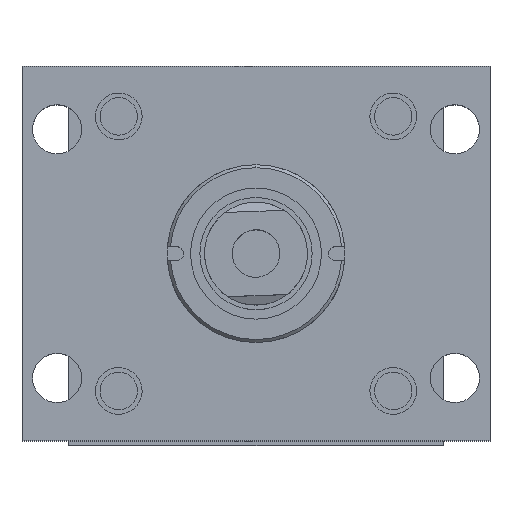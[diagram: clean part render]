
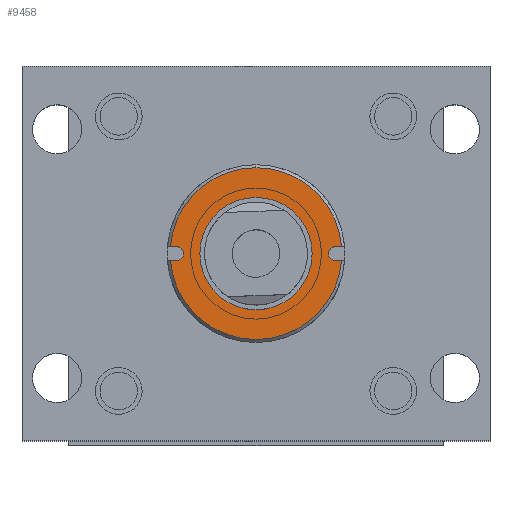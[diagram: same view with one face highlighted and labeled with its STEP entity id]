
A CAD part, top view. The second image highlights one B-rep face of the part: STEP entity #9458.
In plain terms, the highlighted face is planar.
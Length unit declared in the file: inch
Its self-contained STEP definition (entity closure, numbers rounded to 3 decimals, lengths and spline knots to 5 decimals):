
#94 = VECTOR ( 'NONE', #1248, 39.37008 ) ;
#109 = CARTESIAN_POINT ( 'NONE',  ( 9.17484, 17.4443, -0.094 ) ) ;
#175 = FACE_BOUND ( 'NONE', #6013, .T. ) ;
#232 = AXIS2_PLACEMENT_3D ( 'NONE', #988, #3379, #6237 ) ;
#295 = EDGE_CURVE ( 'NONE', #1226, #8819, #8572, .T. ) ;
#298 = DIRECTION ( 'NONE',  ( -1., 0., 0. ) ) ;
#402 = CARTESIAN_POINT ( 'NONE',  ( 9.17484, 16.3823, 0. ) ) ;
#565 = LINE ( 'NONE', #9553, #2931 ) ;
#966 = CIRCLE ( 'NONE', #6186, 1.1475 ) ;
#988 = CARTESIAN_POINT ( 'NONE',  ( 9.17484, 16.3823, 0. ) ) ;
#1071 = DIRECTION ( 'NONE',  ( 0., 0., 1. ) ) ;
#1085 = VERTEX_POINT ( 'NONE', #5424 ) ;
#1109 = VERTEX_POINT ( 'NONE', #8285 ) ;
#1226 = VERTEX_POINT ( 'NONE', #6320 ) ;
#1246 = EDGE_LOOP ( 'NONE', ( #7939, #2605, #8000, #6938, #2886, #7214, #4640, #7345, #8961 ) ) ;
#1248 = DIRECTION ( 'NONE',  ( 0., -1., 0. ) ) ;
#1329 = VERTEX_POINT ( 'NONE', #1971 ) ;
#1422 = VECTOR ( 'NONE', #8423, 39.37008 ) ;
#1635 = CARTESIAN_POINT ( 'NONE',  ( 9.17484, 17.5298, 0.094 ) ) ;
#1897 = EDGE_CURVE ( 'NONE', #1226, #1109, #5316, .T. ) ;
#1971 = CARTESIAN_POINT ( 'NONE',  ( 9.17484, 17.4443, 0.094 ) ) ;
#2070 = CARTESIAN_POINT ( 'NONE',  ( 9.17484, 16.3823, 0.75 ) ) ;
#2289 = VERTEX_POINT ( 'NONE', #2764 ) ;
#2432 = CIRCLE ( 'NONE', #3727, 0.75 ) ;
#2498 = CARTESIAN_POINT ( 'NONE',  ( 9.17484, 17.5298, -0.094 ) ) ;
#2605 = ORIENTED_EDGE ( 'NONE', *, *, #7317, .T. ) ;
#2664 = CARTESIAN_POINT ( 'NONE',  ( 9.17484, 17.5298, 0.094 ) ) ;
#2747 = DIRECTION ( 'NONE',  ( 0., 0., 1. ) ) ;
#2764 = CARTESIAN_POINT ( 'NONE',  ( 9.17484, 15.23865, -0.094 ) ) ;
#2886 = ORIENTED_EDGE ( 'NONE', *, *, #295, .F. ) ;
#2931 = VECTOR ( 'NONE', #8699, 39.37008 ) ;
#3038 = CIRCLE ( 'NONE', #232, 0.75 ) ;
#3153 = CIRCLE ( 'NONE', #3356, 0.094 ) ;
#3326 = EDGE_CURVE ( 'NONE', #2289, #1085, #3468, .T. ) ;
#3356 = AXIS2_PLACEMENT_3D ( 'NONE', #7845, #4911, #7919 ) ;
#3379 = DIRECTION ( 'NONE',  ( -1., 0., 0. ) ) ;
#3384 = DIRECTION ( 'NONE',  ( 0., 0., 1. ) ) ;
#3468 = LINE ( 'NONE', #2498, #5557 ) ;
#3496 = DIRECTION ( 'NONE',  ( 0., 0., 1. ) ) ;
#3727 = AXIS2_PLACEMENT_3D ( 'NONE', #402, #7209, #3496 ) ;
#3849 = FACE_OUTER_BOUND ( 'NONE', #1246, .T. ) ;
#3923 = EDGE_CURVE ( 'NONE', #4507, #4006, #966, .T. ) ;
#4006 = VERTEX_POINT ( 'NONE', #9376 ) ;
#4316 = ORIENTED_EDGE ( 'NONE', *, *, #8495, .F. ) ;
#4328 = ORIENTED_EDGE ( 'NONE', *, *, #9070, .F. ) ;
#4507 = VERTEX_POINT ( 'NONE', #8522 ) ;
#4640 = ORIENTED_EDGE ( 'NONE', *, *, #7551, .T. ) ;
#4791 = DIRECTION ( 'NONE',  ( -1., 0., 0. ) ) ;
#4911 = DIRECTION ( 'NONE',  ( 1., 0., 0. ) ) ;
#5194 = CIRCLE ( 'NONE', #6065, 1.1475 ) ;
#5260 = DIRECTION ( 'NONE',  ( 1., 0., 0. ) ) ;
#5316 = CIRCLE ( 'NONE', #6174, 1.1475 ) ;
#5324 = VERTEX_POINT ( 'NONE', #2070 ) ;
#5424 = CARTESIAN_POINT ( 'NONE',  ( 9.17484, 15.3203, -0.094 ) ) ;
#5469 = AXIS2_PLACEMENT_3D ( 'NONE', #7508, #8975, #9065 ) ;
#5557 = VECTOR ( 'NONE', #9471, 39.37008 ) ;
#6013 = EDGE_LOOP ( 'NONE', ( #4316, #4328 ) ) ;
#6065 = AXIS2_PLACEMENT_3D ( 'NONE', #7095, #4791, #3384 ) ;
#6174 = AXIS2_PLACEMENT_3D ( 'NONE', #7605, #8369, #2747 ) ;
#6186 = AXIS2_PLACEMENT_3D ( 'NONE', #8583, #298, #1071 ) ;
#6237 = DIRECTION ( 'NONE',  ( 0., 0., 1. ) ) ;
#6261 = CARTESIAN_POINT ( 'NONE',  ( 9.17484, 17.4443, 0. ) ) ;
#6320 = CARTESIAN_POINT ( 'NONE',  ( 9.17484, 15.23865, 0.094 ) ) ;
#6460 = LINE ( 'NONE', #2664, #94 ) ;
#6938 = ORIENTED_EDGE ( 'NONE', *, *, #9202, .T. ) ;
#7073 = CARTESIAN_POINT ( 'NONE',  ( 9.17484, 16.3823, -0.75 ) ) ;
#7095 = CARTESIAN_POINT ( 'NONE',  ( 9.17484, 16.3823, 0. ) ) ;
#7209 = DIRECTION ( 'NONE',  ( -1., 0., 0. ) ) ;
#7214 = ORIENTED_EDGE ( 'NONE', *, *, #1897, .T. ) ;
#7317 = EDGE_CURVE ( 'NONE', #4006, #2289, #5194, .T. ) ;
#7345 = ORIENTED_EDGE ( 'NONE', *, *, #8327, .T. ) ;
#7482 = PLANE ( 'NONE',  #5469 ) ;
#7508 = CARTESIAN_POINT ( 'NONE',  ( 9.17484, 17.5298, 0. ) ) ;
#7551 = EDGE_CURVE ( 'NONE', #1109, #1329, #6460, .T. ) ;
#7605 = CARTESIAN_POINT ( 'NONE',  ( 9.17484, 16.3823, 0. ) ) ;
#7845 = CARTESIAN_POINT ( 'NONE',  ( 9.17484, 15.3203, 0. ) ) ;
#7919 = DIRECTION ( 'NONE',  ( 0., 0., -1. ) ) ;
#7939 = ORIENTED_EDGE ( 'NONE', *, *, #3923, .T. ) ;
#8000 = ORIENTED_EDGE ( 'NONE', *, *, #3326, .T. ) ;
#8282 = CARTESIAN_POINT ( 'NONE',  ( 9.17484, 15.3203, 0.094 ) ) ;
#8285 = CARTESIAN_POINT ( 'NONE',  ( 9.17484, 17.52594, 0.094 ) ) ;
#8327 = EDGE_CURVE ( 'NONE', #1329, #9672, #8922, .T. ) ;
#8369 = DIRECTION ( 'NONE',  ( -1., 0., 0. ) ) ;
#8423 = DIRECTION ( 'NONE',  ( 0., 1., 0. ) ) ;
#8495 = EDGE_CURVE ( 'NONE', #5324, #8716, #2432, .T. ) ;
#8522 = CARTESIAN_POINT ( 'NONE',  ( 9.17484, 17.52594, -0.094 ) ) ;
#8572 = LINE ( 'NONE', #1635, #1422 ) ;
#8583 = CARTESIAN_POINT ( 'NONE',  ( 9.17484, 16.3823, 0. ) ) ;
#8699 = DIRECTION ( 'NONE',  ( 0., -1., 0. ) ) ;
#8716 = VERTEX_POINT ( 'NONE', #7073 ) ;
#8819 = VERTEX_POINT ( 'NONE', #8282 ) ;
#8922 = CIRCLE ( 'NONE', #9465, 0.094 ) ;
#8961 = ORIENTED_EDGE ( 'NONE', *, *, #9274, .F. ) ;
#8975 = DIRECTION ( 'NONE',  ( 1., 0., 0. ) ) ;
#9065 = DIRECTION ( 'NONE',  ( 0., 1., 0. ) ) ;
#9070 = EDGE_CURVE ( 'NONE', #8716, #5324, #3038, .T. ) ;
#9185 = DIRECTION ( 'NONE',  ( 0., 0., -1. ) ) ;
#9202 = EDGE_CURVE ( 'NONE', #1085, #8819, #3153, .T. ) ;
#9274 = EDGE_CURVE ( 'NONE', #4507, #9672, #565, .T. ) ;
#9376 = CARTESIAN_POINT ( 'NONE',  ( 9.17484, 16.3823, -1.1475 ) ) ;
#9458 = ADVANCED_FACE ( 'NONE', ( #3849, #175 ), #7482, .F. ) ;
#9465 = AXIS2_PLACEMENT_3D ( 'NONE', #6261, #5260, #9185 ) ;
#9471 = DIRECTION ( 'NONE',  ( 0., 1., 0. ) ) ;
#9553 = CARTESIAN_POINT ( 'NONE',  ( 9.17484, 17.5298, -0.094 ) ) ;
#9672 = VERTEX_POINT ( 'NONE', #109 ) ;
